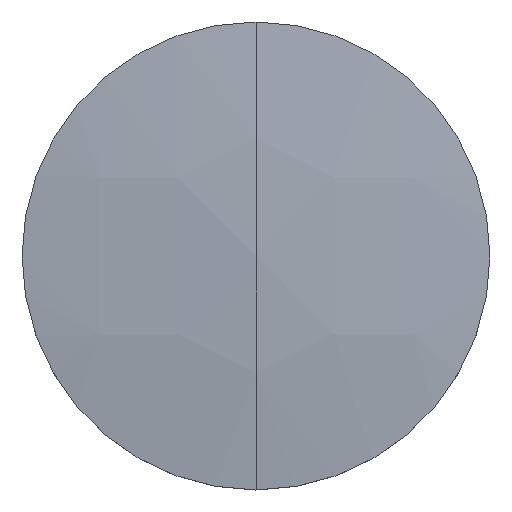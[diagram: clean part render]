
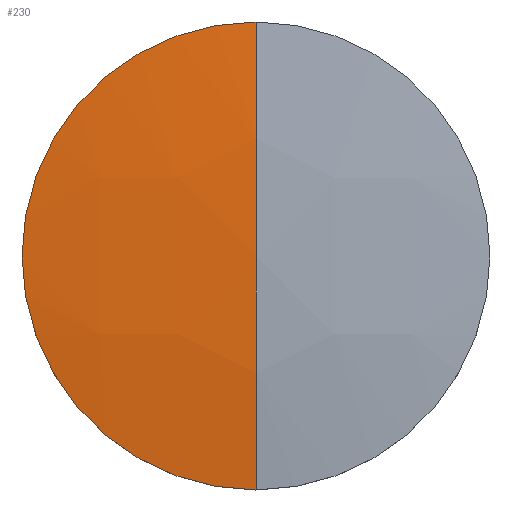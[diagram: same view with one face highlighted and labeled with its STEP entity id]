
A CAD part, top view. The second image highlights one B-rep face of the part: STEP entity #230.
In plain terms, the highlighted free-form (B-spline) face has degree [3, 3] with [4, 4] control points.
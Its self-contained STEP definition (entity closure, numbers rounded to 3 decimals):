
#6 = EDGE_CURVE ( 'NONE', #87, #289, #295, .T. ) ;
#12 = CIRCLE ( 'NONE', #57, 103.1 ) ;
#14 = CARTESIAN_POINT ( 'NONE',  ( -12.676, 12.852, 2.407 ) ) ;
#33 = CARTESIAN_POINT ( 'NONE',  ( -12.809, -4.306, 3.473 ) ) ;
#36 = DIRECTION ( 'NONE',  ( 0., 0., -1. ) ) ;
#51 = CARTESIAN_POINT ( 'NONE',  ( 0., -12.7, 3.215 ) ) ;
#55 = EDGE_LOOP ( 'NONE', ( #94, #251, #229 ) ) ;
#57 = AXIS2_PLACEMENT_3D ( 'NONE', #284, #232, #155 ) ;
#59 = CIRCLE ( 'NONE', #194, 12.7 ) ;
#62 = CARTESIAN_POINT ( 'NONE',  ( 0., 4.306, 4.269 ) ) ;
#76 = DIRECTION ( 'NONE',  ( 1., 0., 0. ) ) ;
#79 = CARTESIAN_POINT ( 'NONE',  ( 0., 0., 3.215 ) ) ;
#81 = CARTESIAN_POINT ( 'NONE',  ( 0., 12.7, 3.215 ) ) ;
#87 = VERTEX_POINT ( 'NONE', #124 ) ;
#88 = DIRECTION ( 'NONE',  ( 1., 0., 0. ) ) ;
#94 = ORIENTED_EDGE ( 'NONE', *, *, #103, .F. ) ;
#103 = EDGE_CURVE ( 'NONE', #187, #87, #59, .T. ) ;
#109 = CARTESIAN_POINT ( 'NONE',  ( 0., -4.306, 4.269 ) ) ;
#112 = CARTESIAN_POINT ( 'NONE',  ( -4.239, -12.852, 3.196 ) ) ;
#124 = CARTESIAN_POINT ( 'NONE',  ( -12.7, 0., 3.215 ) ) ;
#135 = CARTESIAN_POINT ( 'NONE',  ( -8.559, -4.306, 4.004 ) ) ;
#137 = CARTESIAN_POINT ( 'NONE',  ( -8.559, 4.306, 4.004 ) ) ;
#140 = CARTESIAN_POINT ( 'NONE',  ( -4.283, 4.306, 4.269 ) ) ;
#149 = EDGE_CURVE ( 'NONE', #187, #289, #12, .T. ) ;
#155 = DIRECTION ( 'NONE',  ( 0., -1., 0. ) ) ;
#159 = CARTESIAN_POINT ( 'NONE',  ( 0., 12.852, 3.196 ) ) ;
#160 = CARTESIAN_POINT ( 'NONE',  ( -8.47, 12.852, 2.933 ) ) ;
#163 = CARTESIAN_POINT ( 'NONE',  ( -4.239, 12.852, 3.196 ) ) ;
#174 = DIRECTION ( 'NONE',  ( 0., 0., -1. ) ) ;
#180 = CARTESIAN_POINT ( 'NONE',  ( -12.676, -12.852, 2.407 ) ) ;
#187 = VERTEX_POINT ( 'NONE', #51 ) ;
#193 =( BOUNDED_SURFACE ( )  B_SPLINE_SURFACE ( 3, 3, ( 
 ( #265, #112, #239, #180 ),
 ( #109, #263, #135, #33 ),
 ( #62, #140, #137, #291 ),
 ( #159, #163, #160, #14 ) ),
 .UNSPECIFIED., .F., .F., .F. ) 
 B_SPLINE_SURFACE_WITH_KNOTS ( ( 4, 4 ),
 ( 4, 4 ),
 ( 0., 1. ),
 ( 0., 1. ),
 .UNSPECIFIED. ) 
 GEOMETRIC_REPRESENTATION_ITEM ( )  RATIONAL_B_SPLINE_SURFACE ( (
 ( 1., 0.999, 0.999, 1.),
 ( 0.995, 0.994, 0.994, 0.995),
 ( 0.995, 0.994, 0.994, 0.995),
 ( 1., 0.999, 0.999, 1.) ) ) 
 REPRESENTATION_ITEM ( '' )  SURFACE ( )  );
#194 = AXIS2_PLACEMENT_3D ( 'NONE', #79, #174, #76 ) ;
#205 = CARTESIAN_POINT ( 'NONE',  ( 0., 0., 3.215 ) ) ;
#229 = ORIENTED_EDGE ( 'NONE', *, *, #6, .F. ) ;
#230 = ADVANCED_FACE ( 'NONE', ( #243 ), #193, .T. ) ;
#232 = DIRECTION ( 'NONE',  ( -1., 0., 0. ) ) ;
#239 = CARTESIAN_POINT ( 'NONE',  ( -8.47, -12.852, 2.933 ) ) ;
#243 = FACE_OUTER_BOUND ( 'NONE', #55, .T. ) ;
#251 = ORIENTED_EDGE ( 'NONE', *, *, #149, .T. ) ;
#263 = CARTESIAN_POINT ( 'NONE',  ( -4.283, -4.306, 4.269 ) ) ;
#265 = CARTESIAN_POINT ( 'NONE',  ( 0., -12.852, 3.196 ) ) ;
#276 = AXIS2_PLACEMENT_3D ( 'NONE', #205, #36, #88 ) ;
#284 = CARTESIAN_POINT ( 'NONE',  ( 0., 0., -99.1 ) ) ;
#289 = VERTEX_POINT ( 'NONE', #81 ) ;
#291 = CARTESIAN_POINT ( 'NONE',  ( -12.809, 4.306, 3.473 ) ) ;
#295 = CIRCLE ( 'NONE', #276, 12.7 ) ;
